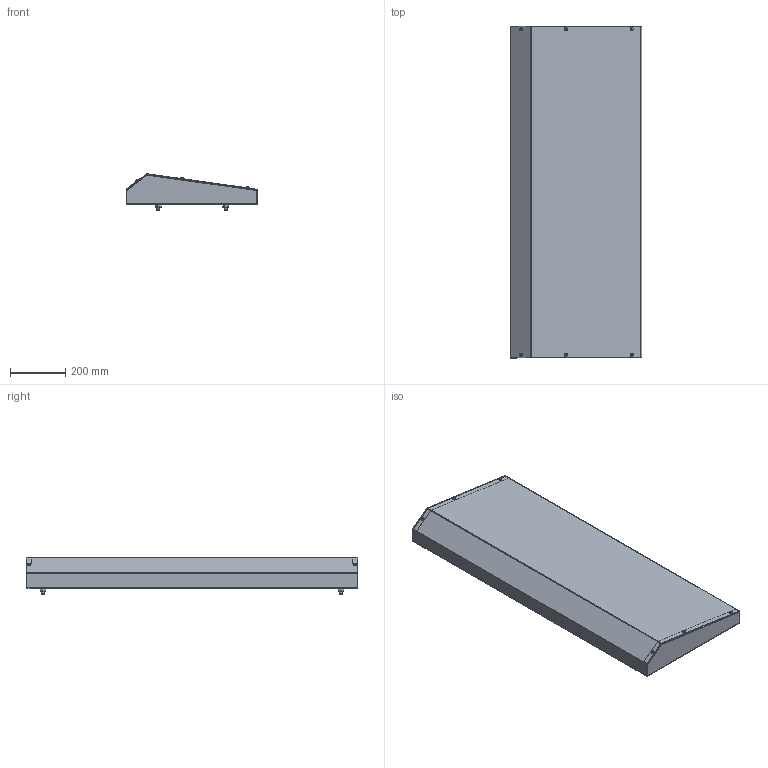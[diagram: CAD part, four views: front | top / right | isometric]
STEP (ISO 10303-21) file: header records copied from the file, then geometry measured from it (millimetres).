
FILE_DESCRIPTION(('CATIA V5 STEP Exchange'),'2;1');
FILE_NAME('TP1240K.stp','2014-09-23T09:37:28+00:00',('none'),('none'),'CATIA Version 5 Release 20 SP 6 (IN-10)','CATIA V5 STEP AP203','none');
FILE_SCHEMA(('CONFIG_CONTROL_DESIGN'));
Length unit declared in the file: millimetre
Products named in the file (1): Assieme_tetto_paraspruzzi_1200x0400_AM2
Assembly tree (21 placements, depth 2):
  Assieme_tetto_paraspruzzi_1200x0400_AM2
    #58
    #2027
    #3946  x4
    #4130  x4
    #4806  x6
    #5740
    #8374  x4
Bounding box: 475.91 x 1201.5 x 131.88 mm (x, y, z)
Volume: 1445203.5 mm3; surface area: 1914923.4 mm2
Topology: 21 solids, 21 shells, 614 faces, 1350 edges, 792 vertices
Faces by surface type: plane 292, cylinder 134, cone 132, torus 24, revolution 20, sphere 12
Entity records: 9406 total; most frequent: CARTESIAN_POINT 3199, ORIENTED_EDGE 1320, DIRECTION 1024, EDGE_CURVE 660, VERTEX_POINT 394, VECTOR 382, LINE 382, AXIS2_PLACEMENT_3D 359
